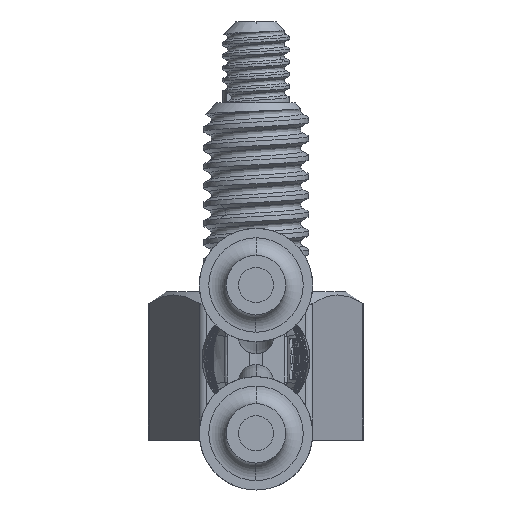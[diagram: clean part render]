
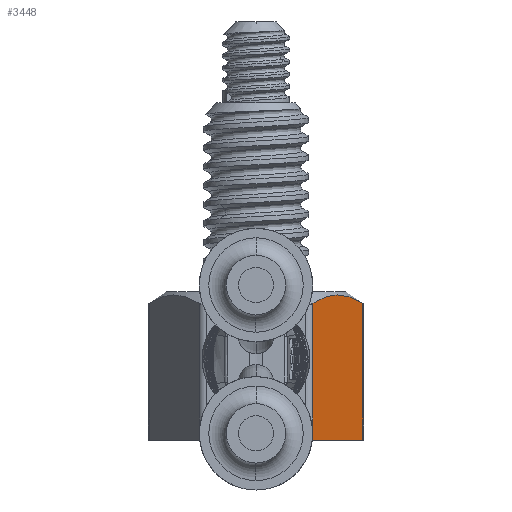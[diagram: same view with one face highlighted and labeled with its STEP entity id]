
A CAD part, front view. The second image highlights one B-rep face of the part: STEP entity #3448.
In plain terms, the highlighted planar face has unit normal (0.866, -0.5, 0).
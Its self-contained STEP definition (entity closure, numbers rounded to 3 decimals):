
#70=DIRECTION('',(0.5,0.866,0.));
#71=VECTOR('',#70,3.695);
#72=CARTESIAN_POINT('',(2.107,-3.35,0.));
#73=LINE('',#72,#71);
#126=CARTESIAN_POINT('',(2.107,-3.35,5.065));
#128=DIRECTION('',(0.,0.,-1.));
#129=VECTOR('',#128,5.065);
#130=CARTESIAN_POINT('',(3.955,-0.15,5.065));
#131=LINE('',#130,#129);
#132=CARTESIAN_POINT('',(3.955,-0.15,5.065));
#133=CARTESIAN_POINT('',(3.882,-0.276,5.112));
#134=CARTESIAN_POINT('',(3.739,-0.524,5.197));
#135=CARTESIAN_POINT('',(3.534,-0.878,5.291));
#136=CARTESIAN_POINT('',(3.332,-1.228,5.354));
#137=CARTESIAN_POINT('',(3.131,-1.576,5.386));
#138=CARTESIAN_POINT('',(2.931,-1.924,5.386));
#139=CARTESIAN_POINT('',(2.73,-2.272,5.354));
#140=CARTESIAN_POINT('',(2.528,-2.622,5.291));
#141=CARTESIAN_POINT('',(2.323,-2.976,5.197));
#142=CARTESIAN_POINT('',(2.18,-3.224,5.112));
#143=CARTESIAN_POINT('',(2.107,-3.35,5.065));
#145=DIRECTION('',(0.,0.,-1.));
#146=VECTOR('',#145,5.065);
#147=CARTESIAN_POINT('',(2.107,-3.35,5.065));
#148=LINE('',#147,#146);
#3242=CARTESIAN_POINT('',(3.955,-0.15,0.));
#3244=VERTEX_POINT('',#3242);
#3245=CARTESIAN_POINT('',(3.955,-0.15,5.065));
#3246=VERTEX_POINT('',#3245);
#3272=CARTESIAN_POINT('',(2.107,-3.35,0.));
#3274=VERTEX_POINT('',#3272);
#3279=VERTEX_POINT('',#126);
#3436=CARTESIAN_POINT('',(2.021,-3.5,0.));
#3437=DIRECTION('',(0.866,-0.5,0.));
#3438=DIRECTION('',(0.5,0.866,0.));
#3439=AXIS2_PLACEMENT_3D('',#3436,#3437,#3438);
#3440=PLANE('',#3439);
#3441=ORIENTED_EDGE('',*,*,#3335,.T.);
#3442=ORIENTED_EDGE('',*,*,#3375,.F.);
#3444=ORIENTED_EDGE('',*,*,#3443,.F.);
#3445=ORIENTED_EDGE('',*,*,#3419,.F.);
#3446=EDGE_LOOP('',(#3441,#3442,#3444,#3445));
#3447=FACE_OUTER_BOUND('',#3446,.F.);
#144=B_SPLINE_CURVE_WITH_KNOTS('',3,(#132,#133,#134,#135,#136,#137,#138,#139,
#140,#141,#142,#143),.UNSPECIFIED.,.F.,.F.,(4,1,1,1,1,1,1,1,1,4),(0.,
0.111,0.222,0.333,0.444,
0.556,0.667,0.778,0.889,1.),
.UNSPECIFIED.);
#3335=EDGE_CURVE('',#3246,#3244,#131,.T.);
#3375=EDGE_CURVE('',#3274,#3244,#73,.T.);
#3419=EDGE_CURVE('',#3246,#3279,#144,.T.);
#3443=EDGE_CURVE('',#3279,#3274,#148,.T.);
#3448=ADVANCED_FACE('',(#3447),#3440,.T.);
